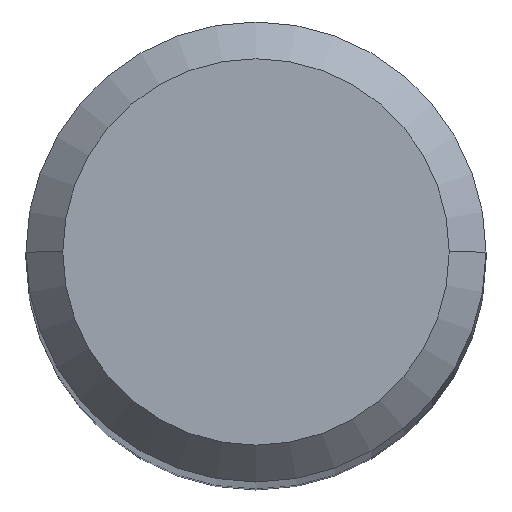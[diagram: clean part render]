
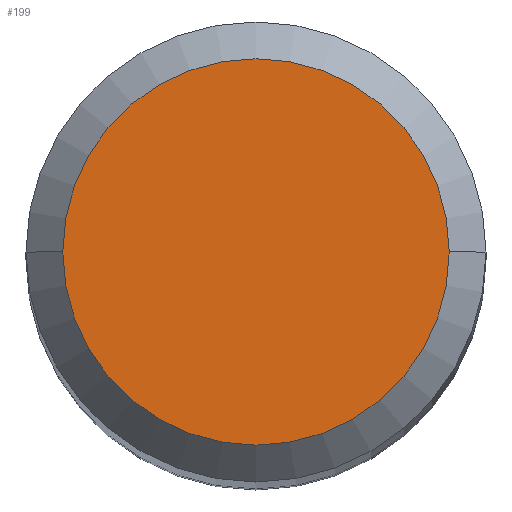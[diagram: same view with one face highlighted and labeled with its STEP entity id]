
A CAD part, top view. The second image highlights one B-rep face of the part: STEP entity #199.
In plain terms, the highlighted planar face has unit normal (0, 0, 1).
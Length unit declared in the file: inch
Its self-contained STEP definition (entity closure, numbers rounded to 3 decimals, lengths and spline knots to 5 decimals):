
#23 = EDGE_LOOP ( 'NONE', ( #193, #123 ) ) ;
#69 = AXIS2_PLACEMENT_3D ( 'NONE', #113, #196, #310 ) ;
#76 = CARTESIAN_POINT ( 'NONE',  ( -0.105, 0., 0. ) ) ;
#94 = VERTEX_POINT ( 'NONE', #335 ) ;
#95 = CARTESIAN_POINT ( 'NONE',  ( 0., 0., 0. ) ) ;
#99 = DIRECTION ( 'NONE',  ( -1., 0., 0. ) ) ;
#104 = DIRECTION ( 'NONE',  ( 0., 0., 1. ) ) ;
#113 = CARTESIAN_POINT ( 'NONE',  ( 0., 0., 0. ) ) ;
#115 = EDGE_CURVE ( 'NONE', #321, #94, #334, .T. ) ;
#123 = ORIENTED_EDGE ( 'NONE', *, *, #289, .T. ) ;
#137 = PLANE ( 'NONE',  #293 ) ;
#155 = CIRCLE ( 'NONE', #69, 0.105 ) ;
#193 = ORIENTED_EDGE ( 'NONE', *, *, #115, .T. ) ;
#196 = DIRECTION ( 'NONE',  ( 0., 0., 1. ) ) ;
#199 = ADVANCED_FACE ( 'NONE', ( #309 ), #137, .F. ) ;
#230 = AXIS2_PLACEMENT_3D ( 'NONE', #95, #104, #277 ) ;
#277 = DIRECTION ( 'NONE',  ( 1., 0., 0. ) ) ;
#289 = EDGE_CURVE ( 'NONE', #94, #321, #155, .T. ) ;
#293 = AXIS2_PLACEMENT_3D ( 'NONE', #365, #362, #99 ) ;
#309 = FACE_OUTER_BOUND ( 'NONE', #23, .T. ) ;
#310 = DIRECTION ( 'NONE',  ( 1., 0., 0. ) ) ;
#321 = VERTEX_POINT ( 'NONE', #76 ) ;
#334 = CIRCLE ( 'NONE', #230, 0.105 ) ;
#335 = CARTESIAN_POINT ( 'NONE',  ( 0.105, 0., 0. ) ) ;
#362 = DIRECTION ( 'NONE',  ( 0., 0., -1. ) ) ;
#365 = CARTESIAN_POINT ( 'NONE',  ( 0., 0.105, 0. ) ) ;
